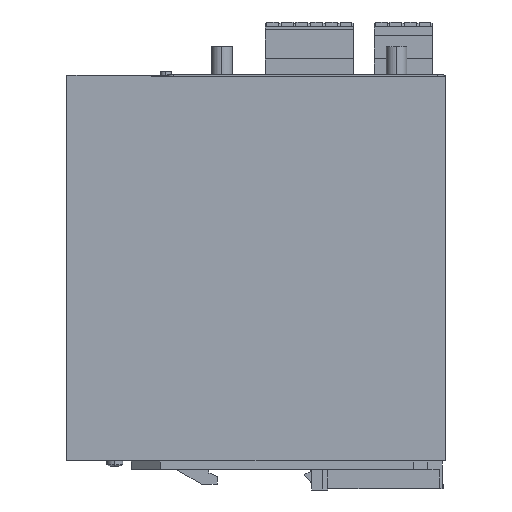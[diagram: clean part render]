
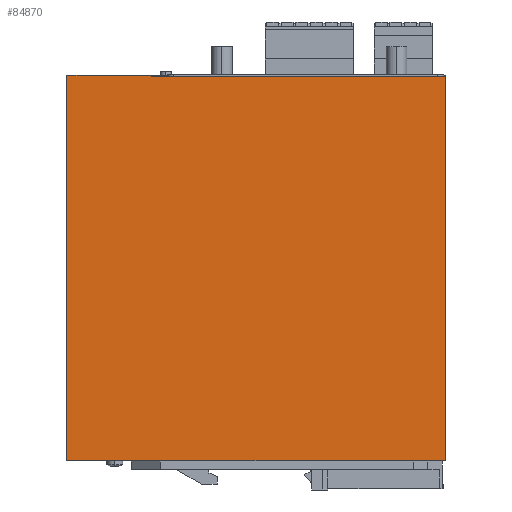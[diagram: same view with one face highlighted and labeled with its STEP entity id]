
A CAD part, left-side view. The second image highlights one B-rep face of the part: STEP entity #84870.
In plain terms, the highlighted planar face has unit normal (-1, 0, 0).
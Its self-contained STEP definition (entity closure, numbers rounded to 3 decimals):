
#25880=CARTESIAN_POINT('',(-97.961,0.05,-132.));
#25890=VERTEX_POINT('',#25880);
#25920=CARTESIAN_POINT('',(-97.961,-65.,-132.));
#25930=DIRECTION('',(0.,-1.,0.));
#25940=VECTOR('',#25930,1.);
#25950=LINE('',#25920,#25940);
#25960=CARTESIAN_POINT('',(-97.961,-129.95,-132.));
#25970=VERTEX_POINT('',#25960);
#25980=EDGE_CURVE('',#25890,#25970,#25950,.T.);
#26460=CARTESIAN_POINT('',(-97.961,-129.95,
-67.));
#26470=DIRECTION('',(0.,0.,-1.));
#26480=VECTOR('',#26470,1.);
#26490=LINE('',#26460,#26480);
#26500=CARTESIAN_POINT('',(-97.961,-129.95,
0.));
#26510=VERTEX_POINT('',#26500);
#26520=EDGE_CURVE('',#26510,#25970,#26490,.T.);
#84350=CARTESIAN_POINT('',(-97.961,0.05,
0.5));
#84360=VERTEX_POINT('',#84350);
#84390=CARTESIAN_POINT('',(-97.961,0.05,
-67.));
#84400=DIRECTION('',(0.,0.,-1.));
#84410=VECTOR('',#84400,1.);
#84420=LINE('',#84390,#84410);
#84430=EDGE_CURVE('',#84360,#25890,#84420,.T.);
#84550=CARTESIAN_POINT('',(-97.961,0.05,
-3.));
#84560=DIRECTION('',(1.,0.,0.));
#84570=DIRECTION('',(0.,0.,1.));
#84580=AXIS2_PLACEMENT_3D('',#84550,#84560,#84570);
#84590=PLANE('',#84580);
#84600=ORIENTED_EDGE('',*,*,#25980,.T.);
#84610=ORIENTED_EDGE('',*,*,#84430,.T.);
#84620=CARTESIAN_POINT('',(-97.961,-65.,
0.5));
#84630=DIRECTION('',(0.,-1.,0.));
#84640=VECTOR('',#84630,1.);
#84650=LINE('',#84620,#84640);
#84660=CARTESIAN_POINT('',(-97.961,-29.043,
0.5));
#84670=VERTEX_POINT('',#84660);
#84680=EDGE_CURVE('',#84360,#84670,#84650,.T.);
#84690=ORIENTED_EDGE('',*,*,#84680,.F.);
#84700=CARTESIAN_POINT('',(-97.961,-29.043,
-67.));
#84710=DIRECTION('',(0.,0.,1.));
#84720=VECTOR('',#84710,1.);
#84730=LINE('',#84700,#84720);
#84740=CARTESIAN_POINT('',(-97.961,-29.043,
0.));
#84750=VERTEX_POINT('',#84740);
#84760=EDGE_CURVE('',#84750,#84670,#84730,.T.);
#84770=ORIENTED_EDGE('',*,*,#84760,.T.);
#84780=CARTESIAN_POINT('',(-97.961,-65.,
0.));
#84790=DIRECTION('',(0.,-1.,0.));
#84800=VECTOR('',#84790,1.);
#84810=LINE('',#84780,#84800);
#84820=EDGE_CURVE('',#84750,#26510,#84810,.T.);
#84830=ORIENTED_EDGE('',*,*,#84820,.F.);
#84840=ORIENTED_EDGE('',*,*,#26520,.F.);
#84850=EDGE_LOOP('',(#84840,#84830,#84770,#84690,#84610,#84600));
#84860=FACE_OUTER_BOUND('',#84850,.T.);
#84870=ADVANCED_FACE('',(#84860),#84590,.F.);
